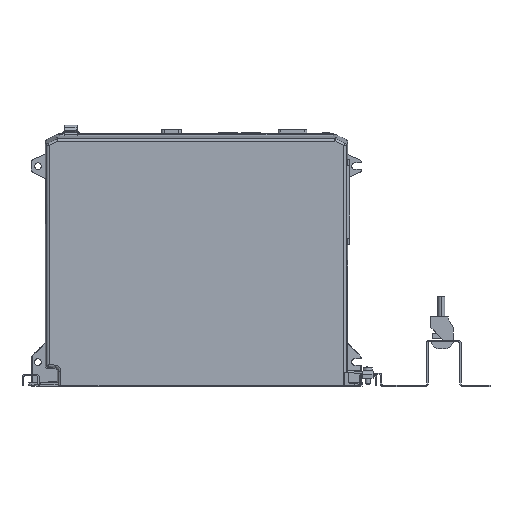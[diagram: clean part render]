
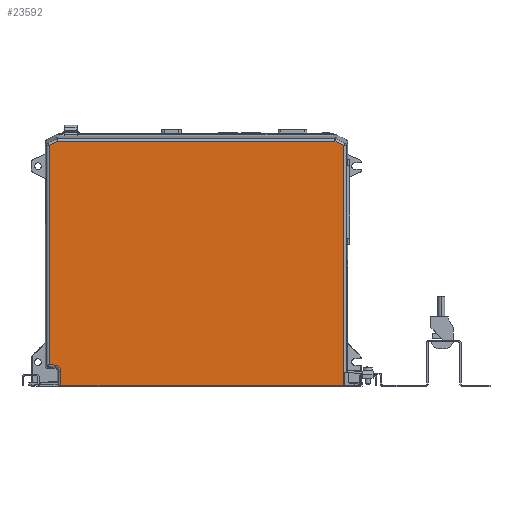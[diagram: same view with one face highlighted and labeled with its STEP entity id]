
A CAD part, left-side view. The second image highlights one B-rep face of the part: STEP entity #23592.
In plain terms, the highlighted planar face has unit normal (-1, 0, 0).
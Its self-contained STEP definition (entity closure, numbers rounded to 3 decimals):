
#307 = ORIENTED_EDGE ( 'NONE', *, *, #3561, .F. ) ;
#687 = DIRECTION ( 'NONE',  ( -1., 0., 0. ) ) ;
#2961 = CARTESIAN_POINT ( 'NONE',  ( -44.5, -255.921, 212.011 ) ) ;
#3106 = LINE ( 'NONE', #6849, #7553 ) ;
#3561 = EDGE_CURVE ( 'NONE', #21918, #35501, #3106, .T. ) ;
#3626 = CARTESIAN_POINT ( 'NONE',  ( -44.5, -263.582, 208.438 ) ) ;
#4959 = EDGE_CURVE ( 'NONE', #16050, #29128, #20127, .T. ) ;
#5596 = ORIENTED_EDGE ( 'NONE', *, *, #29222, .F. ) ;
#5788 = ORIENTED_EDGE ( 'NONE', *, *, #15547, .F. ) ;
#6063 = FACE_OUTER_BOUND ( 'NONE', #21385, .T. ) ;
#6849 = CARTESIAN_POINT ( 'NONE',  ( -44.5, -18.182, 0. ) ) ;
#7018 = EDGE_CURVE ( 'NONE', #20389, #8732, #24399, .T. ) ;
#7553 = VECTOR ( 'NONE', #33367, 1000. ) ;
#7601 = EDGE_CURVE ( 'NONE', #29353, #20389, #30042, .T. ) ;
#8732 = VERTEX_POINT ( 'NONE', #26537 ) ;
#10015 = DIRECTION ( 'NONE',  ( 0., 1., 0. ) ) ;
#10448 = EDGE_CURVE ( 'NONE', #35501, #16050, #12944, .T. ) ;
#11590 = PLANE ( 'NONE',  #19243 ) ;
#11790 = DIRECTION ( 'NONE',  ( 0., -1., 0. ) ) ;
#12944 = CIRCLE ( 'NONE', #19891, 5.211 ) ;
#14945 = LINE ( 'NONE', #33165, #28118 ) ;
#15013 = DIRECTION ( 'NONE',  ( 0., -0.906, -0.423 ) ) ;
#15473 = ORIENTED_EDGE ( 'NONE', *, *, #7018, .F. ) ;
#15547 = EDGE_CURVE ( 'NONE', #29128, #34837, #14945, .T. ) ;
#15912 = CARTESIAN_POINT ( 'NONE',  ( -44.5, -12.971, 12.716 ) ) ;
#16050 = VERTEX_POINT ( 'NONE', #26127 ) ;
#16856 = ORIENTED_EDGE ( 'NONE', *, *, #26415, .F. ) ;
#17104 = CARTESIAN_POINT ( 'NONE',  ( -44.5, -7.92, 18.245 ) ) ;
#17318 = CARTESIAN_POINT ( 'NONE',  ( -44.5, -15.581, 212.011 ) ) ;
#17370 = CARTESIAN_POINT ( 'NONE',  ( -44.5, -13.289, 17.917 ) ) ;
#18537 = VECTOR ( 'NONE', #26068, 1000. ) ;
#18876 = DIRECTION ( 'NONE',  ( 0., -1., 0. ) ) ;
#19243 = AXIS2_PLACEMENT_3D ( 'NONE', #35931, #29588, #11790 ) ;
#19498 = CARTESIAN_POINT ( 'NONE',  ( -44.5, -267.001, 0. ) ) ;
#19891 = AXIS2_PLACEMENT_3D ( 'NONE', #15912, #687, #18876 ) ;
#20127 = LINE ( 'NONE', #17370, #18537 ) ;
#20389 = VERTEX_POINT ( 'NONE', #3626 ) ;
#20465 = VERTEX_POINT ( 'NONE', #17318 ) ;
#21385 = EDGE_LOOP ( 'NONE', ( #307, #16856, #15473, #28345, #30921, #5596, #5788, #35554, #37117 ) ) ;
#21918 = VERTEX_POINT ( 'NONE', #35240 ) ;
#22280 = DIRECTION ( 'NONE',  ( 0., -0.906, 0.423 ) ) ;
#22295 = VECTOR ( 'NONE', #10015, 1000. ) ;
#22656 = CARTESIAN_POINT ( 'NONE',  ( -44.5, -7.92, 208.438 ) ) ;
#22853 = VECTOR ( 'NONE', #36670, 1000. ) ;
#22915 = CARTESIAN_POINT ( 'NONE',  ( -44.5, -7.92, 208.438 ) ) ;
#23592 = ADVANCED_FACE ( 'NONE', ( #6063 ), #11590, .F. ) ;
#23820 = CARTESIAN_POINT ( 'NONE',  ( -44.5, -255.921, 212.011 ) ) ;
#24399 = LINE ( 'NONE', #36476, #22853 ) ;
#26068 = DIRECTION ( 'NONE',  ( 0., 0.998, 0.061 ) ) ;
#26127 = CARTESIAN_POINT ( 'NONE',  ( -44.5, -13.289, 17.917 ) ) ;
#26415 = EDGE_CURVE ( 'NONE', #8732, #21918, #28399, .T. ) ;
#26425 = LINE ( 'NONE', #26625, #38126 ) ;
#26537 = CARTESIAN_POINT ( 'NONE',  ( -44.5, -263.582, 0. ) ) ;
#26625 = CARTESIAN_POINT ( 'NONE',  ( -44.5, -267.001, 212.011 ) ) ;
#27197 = DIRECTION ( 'NONE',  ( 0., 0., 1. ) ) ;
#28118 = VECTOR ( 'NONE', #27197, 1000. ) ;
#28345 = ORIENTED_EDGE ( 'NONE', *, *, #7601, .F. ) ;
#28399 = LINE ( 'NONE', #19498, #22295 ) ;
#28851 = VECTOR ( 'NONE', #22280, 1000. ) ;
#29128 = VERTEX_POINT ( 'NONE', #17104 ) ;
#29222 = EDGE_CURVE ( 'NONE', #34837, #20465, #35136, .T. ) ;
#29353 = VERTEX_POINT ( 'NONE', #23820 ) ;
#29588 = DIRECTION ( 'NONE',  ( 1., 0., 0. ) ) ;
#30042 = LINE ( 'NONE', #2961, #31103 ) ;
#30921 = ORIENTED_EDGE ( 'NONE', *, *, #38856, .F. ) ;
#31103 = VECTOR ( 'NONE', #15013, 1000. ) ;
#33165 = CARTESIAN_POINT ( 'NONE',  ( -44.5, -7.92, 0. ) ) ;
#33367 = DIRECTION ( 'NONE',  ( 0., 0., 1. ) ) ;
#33692 = CARTESIAN_POINT ( 'NONE',  ( -44.5, -18.182, 12.716 ) ) ;
#34837 = VERTEX_POINT ( 'NONE', #22915 ) ;
#35136 = LINE ( 'NONE', #22656, #28851 ) ;
#35240 = CARTESIAN_POINT ( 'NONE',  ( -44.5, -18.182, 0. ) ) ;
#35501 = VERTEX_POINT ( 'NONE', #33692 ) ;
#35554 = ORIENTED_EDGE ( 'NONE', *, *, #4959, .F. ) ;
#35931 = CARTESIAN_POINT ( 'NONE',  ( -44.5, -267.001, 0. ) ) ;
#36476 = CARTESIAN_POINT ( 'NONE',  ( -44.5, -263.582, 0. ) ) ;
#36670 = DIRECTION ( 'NONE',  ( 0., 0., -1. ) ) ;
#37117 = ORIENTED_EDGE ( 'NONE', *, *, #10448, .F. ) ;
#38126 = VECTOR ( 'NONE', #38512, 1000. ) ;
#38512 = DIRECTION ( 'NONE',  ( 0., -1., 0. ) ) ;
#38856 = EDGE_CURVE ( 'NONE', #20465, #29353, #26425, .T. ) ;
